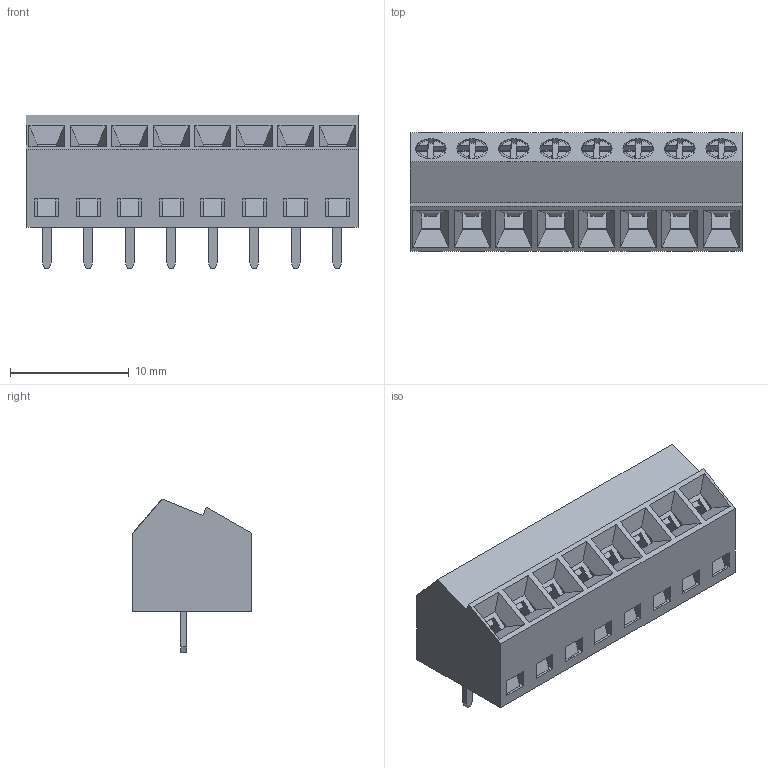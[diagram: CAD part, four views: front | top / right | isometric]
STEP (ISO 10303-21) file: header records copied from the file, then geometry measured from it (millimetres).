
FILE_DESCRIPTION(/* description */ ('Unknown'),/* implementation_level */ '2;1');
FILE_NAME(/* name */ '691221120008',/* time_stamp */ '2020-07-06T11:47:43+02:00',/* author */ ('Unknown'),/* organization */ ('Unknown'),/* preprocessor_version */ 'ST-DEVELOPER v16.7',/* originating_system */ 'DEX',/* authorisation */ $);
FILE_SCHEMA (('AUTOMOTIVE_DESIGN {1 0 10303 214 3 1 1}'));
Length unit declared in the file: millimetre
Products named in the file (6): 6912211200xx; 691221120008; 691221120008_BACK; 6912211200xx_MASS; 6912211200xx_VIS; 6912211200xx_PIN
Assembly tree (26 placements, depth 2):
  6912211200xx
    691221120008
    691221120008_BACK
    6912211200xx_MASS  x8
    6912211200xx_VIS  x8
    6912211200xx_PIN  x8
Bounding box: 28 x 10 x 12.97 mm (x, y, z)
Volume: 1518.3 mm3; surface area: 5233.6 mm2
Topology: 26 solids, 26 shells, 873 faces, 2329 edges, 1534 vertices
Faces by surface type: plane 745, cylinder 88, torus 40
Full cylindrical faces by diameter (mm): 1.7 x16, 2 x8, 2.6 x16
Entity records: 16409 total; most frequent: CARTESIAN_POINT 2887, ORIENTED_EDGE 2780, DIRECTION 2573, EDGE_CURVE 1390, LINE 1263, VECTOR 1263, VERTEX_POINT 937, AXIS2_PLACEMENT_3D 655
